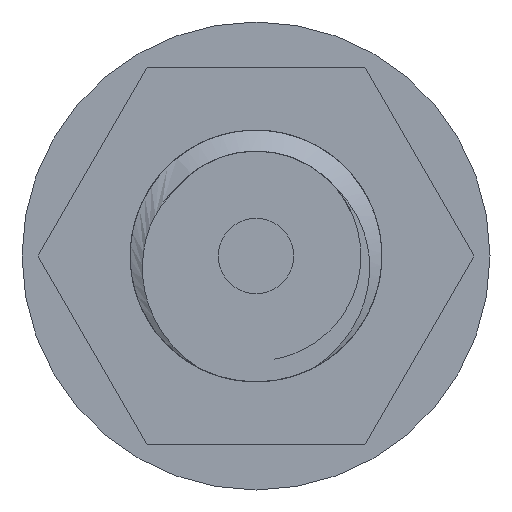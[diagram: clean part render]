
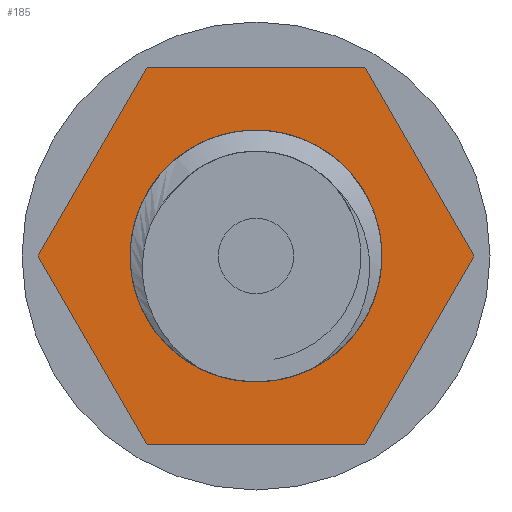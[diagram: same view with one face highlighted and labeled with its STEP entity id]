
A CAD part, left-side view. The second image highlights one B-rep face of the part: STEP entity #185.
In plain terms, the highlighted planar face has unit normal (-1, 0, 0).
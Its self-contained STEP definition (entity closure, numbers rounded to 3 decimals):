
#114=PLANE('',#650);
#148=FACE_OUTER_BOUND('',#249,.T.);
#185=ADVANCED_FACE('',(#148),#114,.F.);
#249=EDGE_LOOP('',(#360,#361,#362,#363,#364,#365));
#360=ORIENTED_EDGE('',*,*,#495,.F.);
#361=ORIENTED_EDGE('',*,*,#510,.F.);
#362=ORIENTED_EDGE('',*,*,#507,.F.);
#363=ORIENTED_EDGE('',*,*,#504,.F.);
#364=ORIENTED_EDGE('',*,*,#501,.F.);
#365=ORIENTED_EDGE('',*,*,#498,.F.);
#440=VERTEX_POINT('',#7819);
#441=VERTEX_POINT('',#7821);
#443=VERTEX_POINT('',#7827);
#445=VERTEX_POINT('',#7833);
#447=VERTEX_POINT('',#7839);
#449=VERTEX_POINT('',#7845);
#495=EDGE_CURVE('',#440,#441,#544,.T.);
#498=EDGE_CURVE('',#441,#443,#547,.T.);
#501=EDGE_CURVE('',#443,#445,#550,.T.);
#504=EDGE_CURVE('',#445,#447,#553,.T.);
#507=EDGE_CURVE('',#447,#449,#556,.T.);
#510=EDGE_CURVE('',#449,#440,#559,.T.);
#544=LINE('',#7820,#587);
#547=LINE('',#7826,#590);
#550=LINE('',#7832,#593);
#553=LINE('',#7838,#596);
#556=LINE('',#7844,#599);
#559=LINE('',#7849,#602);
#587=VECTOR('',#730,1.);
#590=VECTOR('',#735,1.);
#593=VECTOR('',#740,1.);
#596=VECTOR('',#745,1.);
#599=VECTOR('',#750,1.);
#602=VECTOR('',#755,1.);
#650=AXIS2_PLACEMENT_3D('',#7851,#758,#759);
#730=DIRECTION('',(0.,0.5,-0.866));
#735=DIRECTION('',(0.,1.,0.));
#740=DIRECTION('',(0.,0.5,0.866));
#745=DIRECTION('',(0.,-0.5,0.866));
#750=DIRECTION('',(0.,-1.,0.));
#755=DIRECTION('',(0.,-0.5,-0.866));
#758=DIRECTION('',(1.,0.,0.));
#759=DIRECTION('',(0.,0.,-1.));
#7819=CARTESIAN_POINT('',(16.,-2.598,0.));
#7820=CARTESIAN_POINT('',(16.,-2.598,0.));
#7821=CARTESIAN_POINT('',(16.,-1.299,-2.25));
#7826=CARTESIAN_POINT('',(16.,-1.299,-2.25));
#7827=CARTESIAN_POINT('',(16.,1.299,-2.25));
#7832=CARTESIAN_POINT('',(16.,1.299,-2.25));
#7833=CARTESIAN_POINT('',(16.,2.598,0.));
#7838=CARTESIAN_POINT('',(16.,2.598,0.));
#7839=CARTESIAN_POINT('',(16.,1.299,2.25));
#7844=CARTESIAN_POINT('',(16.,1.299,2.25));
#7845=CARTESIAN_POINT('',(16.,-1.299,2.25));
#7849=CARTESIAN_POINT('',(16.,-1.299,2.25));
#7851=CARTESIAN_POINT('',(16.,0.,0.));
